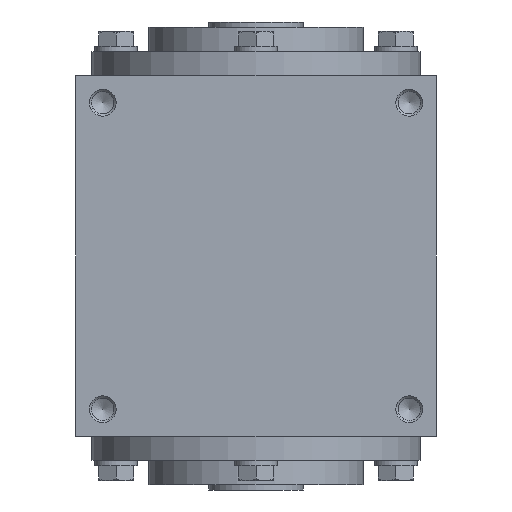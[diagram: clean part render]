
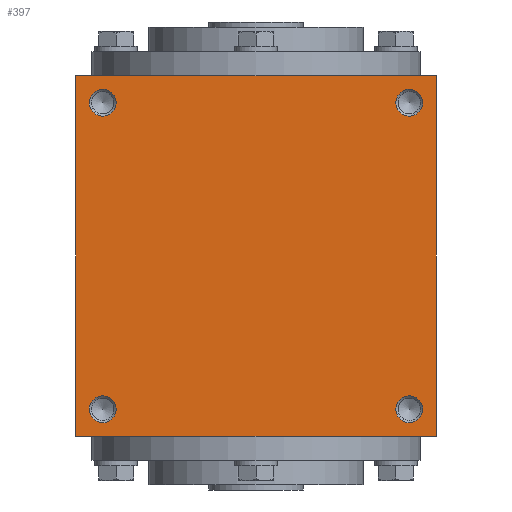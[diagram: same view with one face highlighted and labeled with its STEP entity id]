
A CAD part, left-side view. The second image highlights one B-rep face of the part: STEP entity #397.
In plain terms, the highlighted face is planar.
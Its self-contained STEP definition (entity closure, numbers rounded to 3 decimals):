
#397 = ADVANCED_FACE( '', ( #841, #842, #843, #844, #845 ), #846, .F. );
#841 = FACE_BOUND( '', #1476, .T. );
#842 = FACE_BOUND( '', #1477, .T. );
#843 = FACE_BOUND( '', #1478, .T. );
#844 = FACE_BOUND( '', #1479, .T. );
#845 = FACE_OUTER_BOUND( '', #1480, .T. );
#846 = PLANE( '', #1481 );
#1476 = EDGE_LOOP( '', ( #2210 ) );
#1477 = EDGE_LOOP( '', ( #2211 ) );
#1478 = EDGE_LOOP( '', ( #2212 ) );
#1479 = EDGE_LOOP( '', ( #2213 ) );
#1480 = EDGE_LOOP( '', ( #2214, #2215, #2216, #2217 ) );
#1481 = AXIS2_PLACEMENT_3D( '', #2218, #2219, #2220 );
#2210 = ORIENTED_EDGE( '', *, *, #3316, .F. );
#2211 = ORIENTED_EDGE( '', *, *, #3317, .T. );
#2212 = ORIENTED_EDGE( '', *, *, #3318, .F. );
#2213 = ORIENTED_EDGE( '', *, *, #3319, .T. );
#2214 = ORIENTED_EDGE( '', *, *, #3320, .F. );
#2215 = ORIENTED_EDGE( '', *, *, #3321, .F. );
#2216 = ORIENTED_EDGE( '', *, *, #3264, .F. );
#2217 = ORIENTED_EDGE( '', *, *, #3191, .F. );
#2218 = CARTESIAN_POINT( '', ( 0., 0., -67. ) );
#2219 = DIRECTION( '', ( 0., 0., 1. ) );
#2220 = DIRECTION( '', ( 1., 0., 0. ) );
#3191 = EDGE_CURVE( '', #3650, #3651, #3652, .T. );
#3264 = EDGE_CURVE( '', #3651, #3776, #3777, .T. );
#3316 = EDGE_CURVE( '', #3860, #3860, #3861, .T. );
#3317 = EDGE_CURVE( '', #3862, #3862, #3863, .T. );
#3318 = EDGE_CURVE( '', #3864, #3864, #3865, .T. );
#3319 = EDGE_CURVE( '', #3866, #3866, #3867, .T. );
#3320 = EDGE_CURVE( '', #3868, #3650, #3869, .T. );
#3321 = EDGE_CURVE( '', #3776, #3868, #3870, .T. );
#3650 = VERTEX_POINT( '', #4293 );
#3651 = VERTEX_POINT( '', #4294 );
#3652 = LINE( '', #4295, #4296 );
#3776 = VERTEX_POINT( '', #4492 );
#3777 = LINE( '', #4493, #4494 );
#3860 = VERTEX_POINT( '', #4605 );
#3861 = CIRCLE( '', #4606, 5. );
#3862 = VERTEX_POINT( '', #4607 );
#3863 = CIRCLE( '', #4608, 5. );
#3864 = VERTEX_POINT( '', #4609 );
#3865 = CIRCLE( '', #4610, 5. );
#3866 = VERTEX_POINT( '', #4611 );
#3867 = CIRCLE( '', #4612, 5. );
#3868 = VERTEX_POINT( '', #4613 );
#3869 = LINE( '', #4614, #4615 );
#3870 = LINE( '', #4616, #4617 );
#4293 = CARTESIAN_POINT( '', ( -67., -67., -67. ) );
#4294 = CARTESIAN_POINT( '', ( 67., -67., -67. ) );
#4295 = CARTESIAN_POINT( '', ( -67., -67., -67. ) );
#4296 = VECTOR( '', #5127, 1000. );
#4492 = CARTESIAN_POINT( '', ( 67., 67., -67. ) );
#4493 = CARTESIAN_POINT( '', ( 67., -67., -67. ) );
#4494 = VECTOR( '', #5262, 1000. );
#4605 = CARTESIAN_POINT( '', ( -62., 57., -67. ) );
#4606 = AXIS2_PLACEMENT_3D( '', #5343, #5344, #5345 );
#4607 = CARTESIAN_POINT( '', ( 62., 57., -67. ) );
#4608 = AXIS2_PLACEMENT_3D( '', #5346, #5347, #5348 );
#4609 = CARTESIAN_POINT( '', ( -62., -57., -67. ) );
#4610 = AXIS2_PLACEMENT_3D( '', #5349, #5350, #5351 );
#4611 = CARTESIAN_POINT( '', ( 62., -57., -67. ) );
#4612 = AXIS2_PLACEMENT_3D( '', #5352, #5353, #5354 );
#4613 = CARTESIAN_POINT( '', ( -67., 67., -67. ) );
#4614 = CARTESIAN_POINT( '', ( -67., 67., -67. ) );
#4615 = VECTOR( '', #5355, 1000. );
#4616 = CARTESIAN_POINT( '', ( 67., 67., -67. ) );
#4617 = VECTOR( '', #5356, 1000. );
#5127 = DIRECTION( '', ( 1., 0., 0. ) );
#5262 = DIRECTION( '', ( 0., 1., 0. ) );
#5343 = CARTESIAN_POINT( '', ( -57., 57., -67. ) );
#5344 = DIRECTION( '', ( 0., 0., -1. ) );
#5345 = DIRECTION( '', ( -1., 0., 0. ) );
#5346 = CARTESIAN_POINT( '', ( 57., 57., -67. ) );
#5347 = DIRECTION( '', ( 0., 0., 1. ) );
#5348 = DIRECTION( '', ( 1., 0., 0. ) );
#5349 = CARTESIAN_POINT( '', ( -57., -57., -67. ) );
#5350 = DIRECTION( '', ( 0., 0., -1. ) );
#5351 = DIRECTION( '', ( -1., 0., 0. ) );
#5352 = CARTESIAN_POINT( '', ( 57., -57., -67. ) );
#5353 = DIRECTION( '', ( 0., 0., 1. ) );
#5354 = DIRECTION( '', ( 1., 0., 0. ) );
#5355 = DIRECTION( '', ( 0., -1., 0. ) );
#5356 = DIRECTION( '', ( -1., 0., 0. ) );
